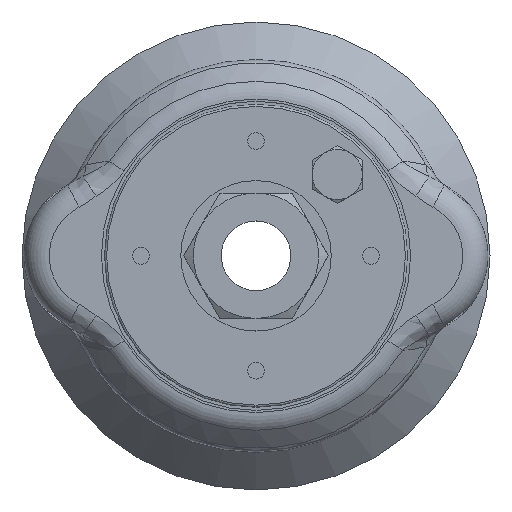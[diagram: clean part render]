
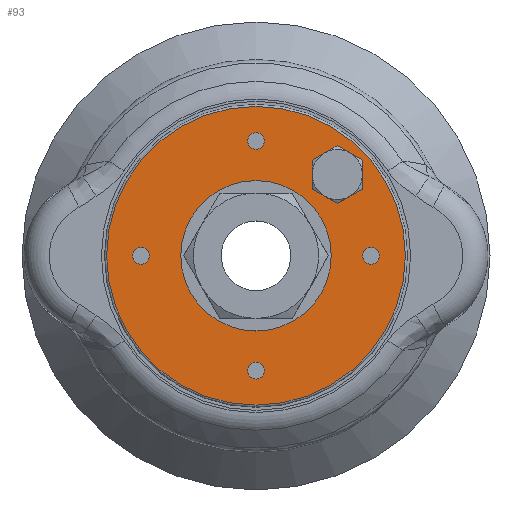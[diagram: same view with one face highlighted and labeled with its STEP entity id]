
A CAD part, top view. The second image highlights one B-rep face of the part: STEP entity #93.
In plain terms, the highlighted planar face has unit normal (0, 0, 1).
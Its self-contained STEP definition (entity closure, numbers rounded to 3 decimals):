
#93 = ADVANCED_FACE( '', ( #247, #248, #249, #250, #251, #252, #253 ), #254, .F. );
#247 = FACE_BOUND( '', #548, .T. );
#248 = FACE_BOUND( '', #549, .T. );
#249 = FACE_BOUND( '', #550, .T. );
#250 = FACE_BOUND( '', #551, .T. );
#251 = FACE_BOUND( '', #552, .T. );
#252 = FACE_OUTER_BOUND( '', #553, .T. );
#253 = FACE_BOUND( '', #554, .T. );
#254 = PLANE( '', #555 );
#548 = EDGE_LOOP( '', ( #1456 ) );
#549 = EDGE_LOOP( '', ( #1457 ) );
#550 = EDGE_LOOP( '', ( #1458 ) );
#551 = EDGE_LOOP( '', ( #1459 ) );
#552 = EDGE_LOOP( '', ( #1460 ) );
#553 = EDGE_LOOP( '', ( #1461 ) );
#554 = EDGE_LOOP( '', ( #1462 ) );
#555 = AXIS2_PLACEMENT_3D( '', #1463, #1464, #1465 );
#1456 = ORIENTED_EDGE( '', *, *, #2238, .T. );
#1457 = ORIENTED_EDGE( '', *, *, #2239, .T. );
#1458 = ORIENTED_EDGE( '', *, *, #2240, .T. );
#1459 = ORIENTED_EDGE( '', *, *, #2241, .T. );
#1460 = ORIENTED_EDGE( '', *, *, #2242, .F. );
#1461 = ORIENTED_EDGE( '', *, *, #2243, .T. );
#1462 = ORIENTED_EDGE( '', *, *, #2219, .F. );
#1463 = CARTESIAN_POINT( '', ( 0., 0., 9. ) );
#1464 = DIRECTION( '', ( 0., 0., -1. ) );
#1465 = DIRECTION( '', ( -1., 0., 0. ) );
#2219 = EDGE_CURVE( '', #2499, #2499, #2500, .F. );
#2238 = EDGE_CURVE( '', #2530, #2530, #2531, .T. );
#2239 = EDGE_CURVE( '', #2532, #2532, #2533, .T. );
#2240 = EDGE_CURVE( '', #2534, #2534, #2535, .T. );
#2241 = EDGE_CURVE( '', #2536, #2536, #2537, .T. );
#2242 = EDGE_CURVE( '', #2538, #2538, #2539, .T. );
#2243 = EDGE_CURVE( '', #2540, #2540, #2541, .F. );
#2499 = VERTEX_POINT( '', #2971 );
#2500 = CIRCLE( '', #2972, 5.5 );
#2530 = VERTEX_POINT( '', #3036 );
#2531 = CIRCLE( '', #3037, 2. );
#2532 = VERTEX_POINT( '', #3038 );
#2533 = CIRCLE( '', #3039, 2. );
#2534 = VERTEX_POINT( '', #3040 );
#2535 = CIRCLE( '', #3041, 2. );
#2536 = VERTEX_POINT( '', #3042 );
#2537 = CIRCLE( '', #3043, 2. );
#2538 = VERTEX_POINT( '', #3044 );
#2539 = CIRCLE( '', #3045, 18. );
#2540 = VERTEX_POINT( '', #3046 );
#2541 = CIRCLE( '', #3047, 35.75 );
#2971 = CARTESIAN_POINT( '', ( 13.945, 19.445, 9. ) );
#2972 = AXIS2_PLACEMENT_3D( '', #4083, #4084, #4085 );
#3036 = CARTESIAN_POINT( '', ( 0., -29.5, 9. ) );
#3037 = AXIS2_PLACEMENT_3D( '', #4114, #4115, #4116 );
#3038 = CARTESIAN_POINT( '', ( 0., 25.5, 9. ) );
#3039 = AXIS2_PLACEMENT_3D( '', #4117, #4118, #4119 );
#3040 = CARTESIAN_POINT( '', ( 27.5, -2., 9. ) );
#3041 = AXIS2_PLACEMENT_3D( '', #4120, #4121, #4122 );
#3042 = CARTESIAN_POINT( '', ( -27.5, -2., 9. ) );
#3043 = AXIS2_PLACEMENT_3D( '', #4123, #4124, #4125 );
#3044 = CARTESIAN_POINT( '', ( 18., 0., 9. ) );
#3045 = AXIS2_PLACEMENT_3D( '', #4126, #4127, #4128 );
#3046 = CARTESIAN_POINT( '', ( -35.75, 0., 9. ) );
#3047 = AXIS2_PLACEMENT_3D( '', #4129, #4130, #4131 );
#4083 = CARTESIAN_POINT( '', ( 19.445, 19.445, 9. ) );
#4084 = DIRECTION( '', ( 0., 0., -1. ) );
#4085 = DIRECTION( '', ( -1., 0., 0. ) );
#4114 = CARTESIAN_POINT( '', ( 0., -27.5, 9. ) );
#4115 = DIRECTION( '', ( 0., 0., -1. ) );
#4116 = DIRECTION( '', ( 0., -1., 0. ) );
#4117 = CARTESIAN_POINT( '', ( 0., 27.5, 9. ) );
#4118 = DIRECTION( '', ( 0., 0., -1. ) );
#4119 = DIRECTION( '', ( 0., -1., 0. ) );
#4120 = CARTESIAN_POINT( '', ( 27.5, 0., 9. ) );
#4121 = DIRECTION( '', ( 0., 0., -1. ) );
#4122 = DIRECTION( '', ( 0., -1., 0. ) );
#4123 = CARTESIAN_POINT( '', ( -27.5, 0., 9. ) );
#4124 = DIRECTION( '', ( 0., 0., -1. ) );
#4125 = DIRECTION( '', ( 0., -1., 0. ) );
#4126 = CARTESIAN_POINT( '', ( 0., 0., 9. ) );
#4127 = DIRECTION( '', ( 0., 0., 1. ) );
#4128 = DIRECTION( '', ( 1., 0., 0. ) );
#4129 = CARTESIAN_POINT( '', ( 0., 0., 9. ) );
#4130 = DIRECTION( '', ( 0., 0., -1. ) );
#4131 = DIRECTION( '', ( -1., 0., 0. ) );
